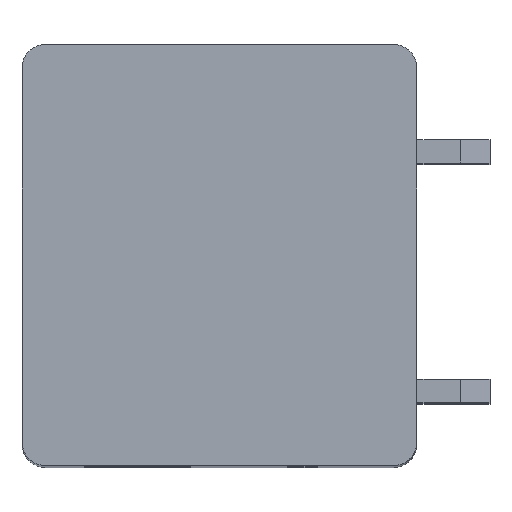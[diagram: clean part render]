
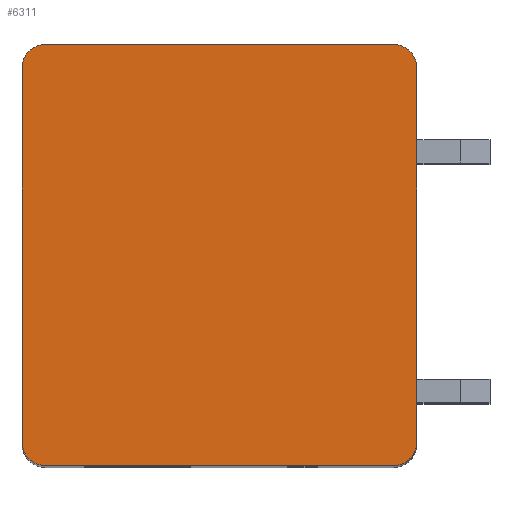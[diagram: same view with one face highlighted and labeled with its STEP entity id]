
A CAD part, top view. The second image highlights one B-rep face of the part: STEP entity #6311.
In plain terms, the highlighted planar face has unit normal (0, 0, 1).
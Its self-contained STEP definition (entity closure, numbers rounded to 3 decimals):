
#995=CARTESIAN_POINT('',(-5.95,6.4,2.5));
#996=DIRECTION('',(0.,0.,1.));
#997=DIRECTION('',(0.,1.,0.));
#998=AXIS2_PLACEMENT_3D('',#995,#996,#997);
#1000=DIRECTION('',(-1.,0.,0.));
#1001=VECTOR('',#1000,11.9);
#1002=CARTESIAN_POINT('',(5.95,7.2,2.5));
#1003=LINE('',#1002,#1001);
#1004=CARTESIAN_POINT('',(5.95,6.4,2.5));
#1005=DIRECTION('',(0.,0.,1.));
#1006=DIRECTION('',(1.,0.,0.));
#1007=AXIS2_PLACEMENT_3D('',#1004,#1005,#1006);
#1009=DIRECTION('',(0.,1.,0.));
#1010=VECTOR('',#1009,12.8);
#1011=CARTESIAN_POINT('',(6.75,-6.4,2.5));
#1012=LINE('',#1011,#1010);
#1013=CARTESIAN_POINT('',(5.95,-6.4,2.5));
#1014=DIRECTION('',(0.,0.,1.));
#1015=DIRECTION('',(0.,-1.,0.));
#1016=AXIS2_PLACEMENT_3D('',#1013,#1014,#1015);
#1018=DIRECTION('',(1.,0.,0.));
#1019=VECTOR('',#1018,11.9);
#1020=CARTESIAN_POINT('',(-5.95,-7.2,2.5));
#1021=LINE('',#1020,#1019);
#1022=CARTESIAN_POINT('',(-5.95,-6.4,2.5));
#1023=DIRECTION('',(0.,0.,1.));
#1024=DIRECTION('',(-1.,0.,0.));
#1025=AXIS2_PLACEMENT_3D('',#1022,#1023,#1024);
#1027=DIRECTION('',(0.,-1.,0.));
#1028=VECTOR('',#1027,12.8);
#1029=CARTESIAN_POINT('',(-6.75,6.4,2.5));
#1030=LINE('',#1029,#1028);
#4514=CARTESIAN_POINT('',(-5.95,7.2,2.5));
#4515=VERTEX_POINT('',#4514);
#4516=CARTESIAN_POINT('',(-6.75,6.4,2.5));
#4517=VERTEX_POINT('',#4516);
#4522=CARTESIAN_POINT('',(6.75,6.4,2.5));
#4523=VERTEX_POINT('',#4522);
#4524=CARTESIAN_POINT('',(5.95,7.2,2.5));
#4525=VERTEX_POINT('',#4524);
#4530=CARTESIAN_POINT('',(-6.75,-6.4,2.5));
#4531=VERTEX_POINT('',#4530);
#4532=CARTESIAN_POINT('',(-5.95,-7.2,2.5));
#4533=VERTEX_POINT('',#4532);
#4538=CARTESIAN_POINT('',(5.95,-7.2,2.5));
#4539=VERTEX_POINT('',#4538);
#4540=CARTESIAN_POINT('',(6.75,-6.4,2.5));
#4541=VERTEX_POINT('',#4540);
#6296=CARTESIAN_POINT('',(0.,0.,2.5));
#6297=DIRECTION('',(0.,0.,1.));
#6298=DIRECTION('',(1.,0.,0.));
#6299=AXIS2_PLACEMENT_3D('',#6296,#6297,#6298);
#6300=PLANE('',#6299);
#6301=ORIENTED_EDGE('',*,*,#5688,.F.);
#6302=ORIENTED_EDGE('',*,*,#5704,.F.);
#6303=ORIENTED_EDGE('',*,*,#5885,.F.);
#6304=ORIENTED_EDGE('',*,*,#5900,.F.);
#6305=ORIENTED_EDGE('',*,*,#6053,.F.);
#6306=ORIENTED_EDGE('',*,*,#6066,.F.);
#6307=ORIENTED_EDGE('',*,*,#6277,.F.);
#6308=ORIENTED_EDGE('',*,*,#6289,.F.);
#6309=EDGE_LOOP('',(#6301,#6302,#6303,#6304,#6305,#6306,#6307,#6308));
#6310=FACE_OUTER_BOUND('',#6309,.F.);
#999=CIRCLE('',#998,0.8);
#1008=CIRCLE('',#1007,0.8);
#1017=CIRCLE('',#1016,0.8);
#1026=CIRCLE('',#1025,0.8);
#5688=EDGE_CURVE('',#4515,#4517,#999,.T.);
#5704=EDGE_CURVE('',#4525,#4515,#1003,.T.);
#5885=EDGE_CURVE('',#4523,#4525,#1008,.T.);
#5900=EDGE_CURVE('',#4541,#4523,#1012,.T.);
#6053=EDGE_CURVE('',#4539,#4541,#1017,.T.);
#6066=EDGE_CURVE('',#4533,#4539,#1021,.T.);
#6277=EDGE_CURVE('',#4531,#4533,#1026,.T.);
#6289=EDGE_CURVE('',#4517,#4531,#1030,.T.);
#6311=ADVANCED_FACE('',(#6310),#6300,.T.);
